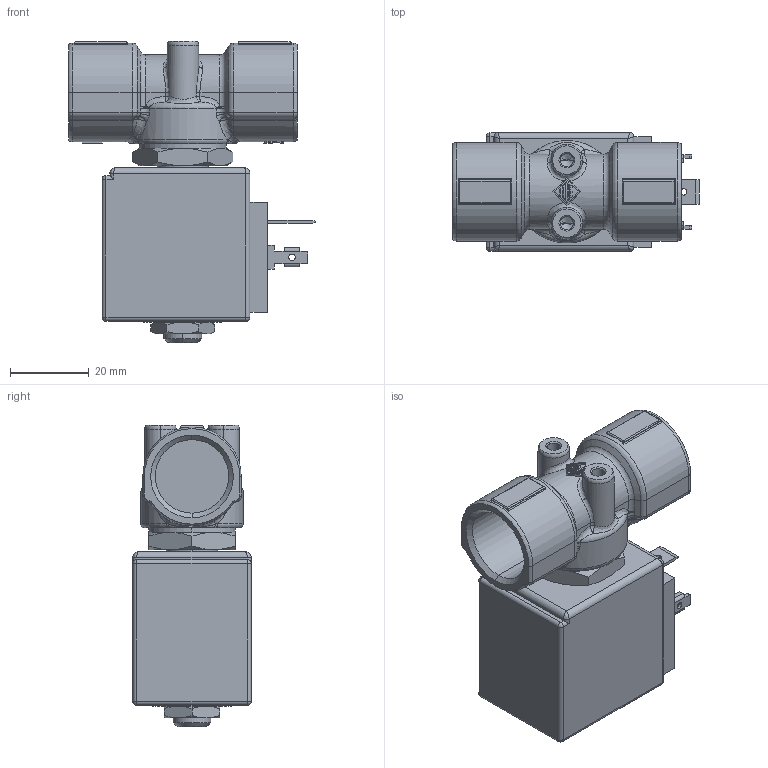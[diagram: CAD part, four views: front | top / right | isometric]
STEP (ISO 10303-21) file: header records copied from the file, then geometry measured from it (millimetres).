
FILE_DESCRIPTION((''),'2;1');
FILE_NAME('21A8KT45_BDA_INGOMBRO_ASM','2010-11-05T',('romeri'),('O.D.E.'),'PRO/ENGINEER BY PARAMETRIC TECHNOLOGY CORPORATION, 2005450','PRO/ENGINEER BY PARAMETRIC TECHNOLOGY CORPORATION, 2005450','');
FILE_SCHEMA(('CONFIG_CONTROL_DESIGN'));
Length unit declared in the file: millimetre
Products named in the file (6): 4500A8_45_INGOMBRO; 450606_INGOMBRO; BOBINA_8_W_INGOMBRO; 450145; 450146; 21A8KT45_BDA_INGOMBRO_ASM
Assembly tree (5 placements, depth 2):
  21A8KT45_BDA_INGOMBRO_ASM
    4500A8_45_INGOMBRO
    450606_INGOMBRO
    BOBINA_8_W_INGOMBRO
    450145
    450146
Bounding box: 62.65 x 30 x 76.55 mm (x, y, z)
Volume: 41245 mm3; surface area: 27073.7 mm2
Topology: 4 solids, 10 shells, 558 faces, 1292 edges, 771 vertices
Faces by surface type: plane 235, cylinder 147, bspline 61, cone 57, torus 36, sphere 22
Entity records: 23087 total; most frequent: CARTESIAN_POINT 6231, ORIENTED_EDGE 2566, DIRECTION 2363, PRESENTATION_STYLE_ASSIGNMENT 1308, EDGE_CURVE 1286, STYLED_ITEM 1242, CURVE_STYLE 1194, AXIS2_PLACEMENT_3D 911
